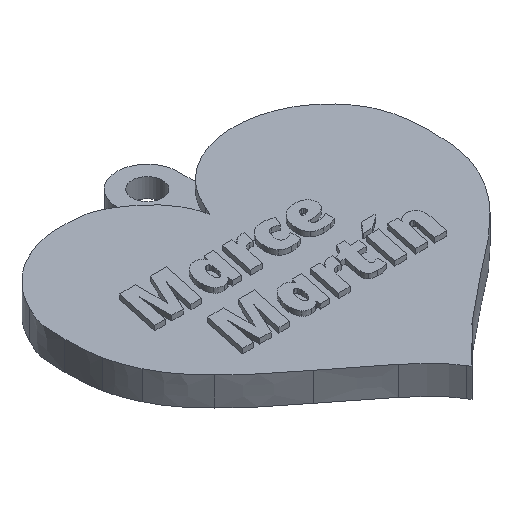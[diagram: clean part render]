
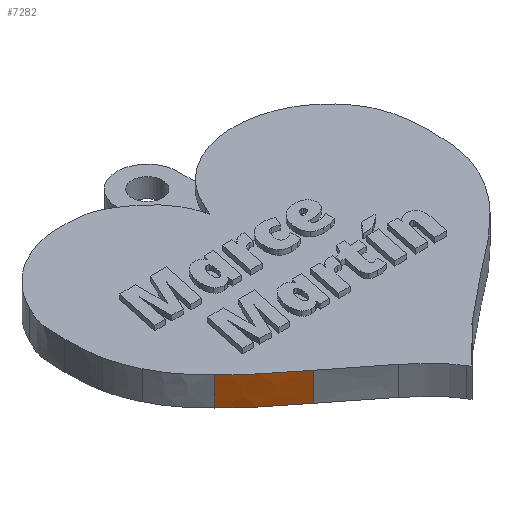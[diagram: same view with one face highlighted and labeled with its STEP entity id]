
A CAD part, isometric view. The second image highlights one B-rep face of the part: STEP entity #7282.
In plain terms, the highlighted face is a extrusion surface.
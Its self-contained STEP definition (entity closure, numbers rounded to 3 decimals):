
#637 = PLANE('',#638);
#638 = AXIS2_PLACEMENT_3D('',#639,#640,#641);
#639 = CARTESIAN_POINT('',(-0.305,-27.232,3.));
#640 = DIRECTION('',(0.,0.,-1.));
#641 = DIRECTION('',(-1.,0.,0.));
#1548 = VERTEX_POINT('',#1549);
#1549 = CARTESIAN_POINT('',(-8.742,-19.638,3.));
#1565 = SURFACE_OF_LINEAR_EXTRUSION('',#1566,#1571);
#1566 = B_SPLINE_CURVE_WITH_KNOTS('',3,(#1567,#1568,#1569,#1570),
  .UNSPECIFIED.,.F.,.F.,(4,4),(0.,1.),.PIECEWISE_BEZIER_KNOTS.);
#1567 = CARTESIAN_POINT('',(-3.72,-23.573,0.));
#1568 = CARTESIAN_POINT('',(-4.71,-22.723,0.));
#1569 = CARTESIAN_POINT('',(-5.313,-22.251,0.));
#1570 = CARTESIAN_POINT('',(-8.742,-19.638,0.));
#1571 = VECTOR('',#1572,1.);
#1572 = DIRECTION('',(-0.,-0.,-1.));
#1580 = EDGE_CURVE('',#1548,#1581,#1583,.T.);
#1581 = VERTEX_POINT('',#1582);
#1582 = CARTESIAN_POINT('',(-14.325,-14.907,3.));
#1583 = SURFACE_CURVE('',#1584,(#1589,#1597),.PCURVE_S1.);
#1584 = B_SPLINE_CURVE_WITH_KNOTS('',3,(#1585,#1586,#1587,#1588),
  .UNSPECIFIED.,.F.,.F.,(4,4),(0.,1.),.PIECEWISE_BEZIER_KNOTS.);
#1585 = CARTESIAN_POINT('',(-8.742,-19.638,3.));
#1586 = CARTESIAN_POINT('',(-11.43,-17.59,3.));
#1587 = CARTESIAN_POINT('',(-12.771,-16.454,3.));
#1588 = CARTESIAN_POINT('',(-14.325,-14.907,3.));
#1589 = PCURVE('',#637,#1590);
#1590 = DEFINITIONAL_REPRESENTATION('',(#1591),#1596);
#1591 = B_SPLINE_CURVE_WITH_KNOTS('',3,(#1592,#1593,#1594,#1595),
  .UNSPECIFIED.,.F.,.F.,(4,4),(0.,1.),.PIECEWISE_BEZIER_KNOTS.);
#1592 = CARTESIAN_POINT('',(8.437,7.594));
#1593 = CARTESIAN_POINT('',(11.125,9.641));
#1594 = CARTESIAN_POINT('',(12.466,10.778));
#1595 = CARTESIAN_POINT('',(14.02,12.325));
#1596 = ( GEOMETRIC_REPRESENTATION_CONTEXT(2) 
PARAMETRIC_REPRESENTATION_CONTEXT() REPRESENTATION_CONTEXT('2D SPACE',''
  ) );
#1597 = PCURVE('',#1598,#1606);
#1598 = SURFACE_OF_LINEAR_EXTRUSION('',#1599,#1604);
#1599 = B_SPLINE_CURVE_WITH_KNOTS('',3,(#1600,#1601,#1602,#1603),
  .UNSPECIFIED.,.F.,.F.,(4,4),(0.,1.),.PIECEWISE_BEZIER_KNOTS.);
#1600 = CARTESIAN_POINT('',(-8.742,-19.638,0.));
#1601 = CARTESIAN_POINT('',(-11.43,-17.59,0.));
#1602 = CARTESIAN_POINT('',(-12.771,-16.454,0.));
#1603 = CARTESIAN_POINT('',(-14.325,-14.907,0.));
#1604 = VECTOR('',#1605,1.);
#1605 = DIRECTION('',(-0.,-0.,-1.));
#1606 = DEFINITIONAL_REPRESENTATION('',(#1607),#1611);
#1607 = LINE('',#1608,#1609);
#1608 = CARTESIAN_POINT('',(0.,-3.));
#1609 = VECTOR('',#1610,1.);
#1610 = DIRECTION('',(1.,0.));
#1611 = ( GEOMETRIC_REPRESENTATION_CONTEXT(2) 
PARAMETRIC_REPRESENTATION_CONTEXT() REPRESENTATION_CONTEXT('2D SPACE',''
  ) );
#1631 = SURFACE_OF_LINEAR_EXTRUSION('',#1632,#1637);
#1632 = B_SPLINE_CURVE_WITH_KNOTS('',3,(#1633,#1634,#1635,#1636),
  .UNSPECIFIED.,.F.,.F.,(4,4),(0.,1.),.PIECEWISE_BEZIER_KNOTS.);
#1633 = CARTESIAN_POINT('',(-14.325,-14.907,0.));
#1634 = CARTESIAN_POINT('',(-15.878,-13.361,0.));
#1635 = CARTESIAN_POINT('',(-16.791,-12.129,0.));
#1636 = CARTESIAN_POINT('',(-17.575,-10.523,0.));
#1637 = VECTOR('',#1638,1.);
#1638 = DIRECTION('',(-0.,-0.,-1.));
#7117 = PLANE('',#7118);
#7118 = AXIS2_PLACEMENT_3D('',#7119,#7120,#7121);
#7119 = CARTESIAN_POINT('',(-0.033,-27.664,0.));
#7120 = DIRECTION('',(0.,0.,1.));
#7121 = DIRECTION('',(1.,0.,0.));
#7186 = EDGE_CURVE('',#7187,#1548,#7189,.T.);
#7187 = VERTEX_POINT('',#7188);
#7188 = CARTESIAN_POINT('',(-8.742,-19.638,0.));
#7189 = SURFACE_CURVE('',#7190,(#7194,#7201),.PCURVE_S1.);
#7190 = LINE('',#7191,#7192);
#7191 = CARTESIAN_POINT('',(-8.742,-19.638,0.));
#7192 = VECTOR('',#7193,1.);
#7193 = DIRECTION('',(0.,0.,1.));
#7194 = PCURVE('',#1565,#7195);
#7195 = DEFINITIONAL_REPRESENTATION('',(#7196),#7200);
#7196 = LINE('',#7197,#7198);
#7197 = CARTESIAN_POINT('',(1.,0.));
#7198 = VECTOR('',#7199,1.);
#7199 = DIRECTION('',(0.,-1.));
#7200 = ( GEOMETRIC_REPRESENTATION_CONTEXT(2) 
PARAMETRIC_REPRESENTATION_CONTEXT() REPRESENTATION_CONTEXT('2D SPACE',''
  ) );
#7201 = PCURVE('',#1598,#7202);
#7202 = DEFINITIONAL_REPRESENTATION('',(#7203),#7207);
#7203 = LINE('',#7204,#7205);
#7204 = CARTESIAN_POINT('',(0.,0.));
#7205 = VECTOR('',#7206,1.);
#7206 = DIRECTION('',(0.,-1.));
#7207 = ( GEOMETRIC_REPRESENTATION_CONTEXT(2) 
PARAMETRIC_REPRESENTATION_CONTEXT() REPRESENTATION_CONTEXT('2D SPACE',''
  ) );
#7282 = ADVANCED_FACE('',(#7283),#1598,.T.);
#7283 = FACE_BOUND('',#7284,.T.);
#7284 = EDGE_LOOP('',(#7285,#7286,#7287,#7310));
#7285 = ORIENTED_EDGE('',*,*,#7186,.T.);
#7286 = ORIENTED_EDGE('',*,*,#1580,.T.);
#7287 = ORIENTED_EDGE('',*,*,#7288,.F.);
#7288 = EDGE_CURVE('',#7289,#1581,#7291,.T.);
#7289 = VERTEX_POINT('',#7290);
#7290 = CARTESIAN_POINT('',(-14.325,-14.907,0.));
#7291 = SURFACE_CURVE('',#7292,(#7296,#7303),.PCURVE_S1.);
#7292 = LINE('',#7293,#7294);
#7293 = CARTESIAN_POINT('',(-14.325,-14.907,0.));
#7294 = VECTOR('',#7295,1.);
#7295 = DIRECTION('',(0.,0.,1.));
#7296 = PCURVE('',#1598,#7297);
#7297 = DEFINITIONAL_REPRESENTATION('',(#7298),#7302);
#7298 = LINE('',#7299,#7300);
#7299 = CARTESIAN_POINT('',(1.,0.));
#7300 = VECTOR('',#7301,1.);
#7301 = DIRECTION('',(0.,-1.));
#7302 = ( GEOMETRIC_REPRESENTATION_CONTEXT(2) 
PARAMETRIC_REPRESENTATION_CONTEXT() REPRESENTATION_CONTEXT('2D SPACE',''
  ) );
#7303 = PCURVE('',#1631,#7304);
#7304 = DEFINITIONAL_REPRESENTATION('',(#7305),#7309);
#7305 = LINE('',#7306,#7307);
#7306 = CARTESIAN_POINT('',(0.,0.));
#7307 = VECTOR('',#7308,1.);
#7308 = DIRECTION('',(0.,-1.));
#7309 = ( GEOMETRIC_REPRESENTATION_CONTEXT(2) 
PARAMETRIC_REPRESENTATION_CONTEXT() REPRESENTATION_CONTEXT('2D SPACE',''
  ) );
#7310 = ORIENTED_EDGE('',*,*,#7311,.F.);
#7311 = EDGE_CURVE('',#7187,#7289,#7312,.T.);
#7312 = SURFACE_CURVE('',#7313,(#7318,#7325),.PCURVE_S1.);
#7313 = B_SPLINE_CURVE_WITH_KNOTS('',3,(#7314,#7315,#7316,#7317),
  .UNSPECIFIED.,.F.,.F.,(4,4),(0.,1.),.PIECEWISE_BEZIER_KNOTS.);
#7314 = CARTESIAN_POINT('',(-8.742,-19.638,0.));
#7315 = CARTESIAN_POINT('',(-11.43,-17.59,0.));
#7316 = CARTESIAN_POINT('',(-12.771,-16.454,0.));
#7317 = CARTESIAN_POINT('',(-14.325,-14.907,0.));
#7318 = PCURVE('',#1598,#7319);
#7319 = DEFINITIONAL_REPRESENTATION('',(#7320),#7324);
#7320 = LINE('',#7321,#7322);
#7321 = CARTESIAN_POINT('',(0.,0.));
#7322 = VECTOR('',#7323,1.);
#7323 = DIRECTION('',(1.,0.));
#7324 = ( GEOMETRIC_REPRESENTATION_CONTEXT(2) 
PARAMETRIC_REPRESENTATION_CONTEXT() REPRESENTATION_CONTEXT('2D SPACE',''
  ) );
#7325 = PCURVE('',#7117,#7326);
#7326 = DEFINITIONAL_REPRESENTATION('',(#7327),#7332);
#7327 = B_SPLINE_CURVE_WITH_KNOTS('',3,(#7328,#7329,#7330,#7331),
  .UNSPECIFIED.,.F.,.F.,(4,4),(0.,1.),.PIECEWISE_BEZIER_KNOTS.);
#7328 = CARTESIAN_POINT('',(-8.709,8.026));
#7329 = CARTESIAN_POINT('',(-11.397,10.074));
#7330 = CARTESIAN_POINT('',(-12.738,11.21));
#7331 = CARTESIAN_POINT('',(-14.292,12.757));
#7332 = ( GEOMETRIC_REPRESENTATION_CONTEXT(2) 
PARAMETRIC_REPRESENTATION_CONTEXT() REPRESENTATION_CONTEXT('2D SPACE',''
  ) );
